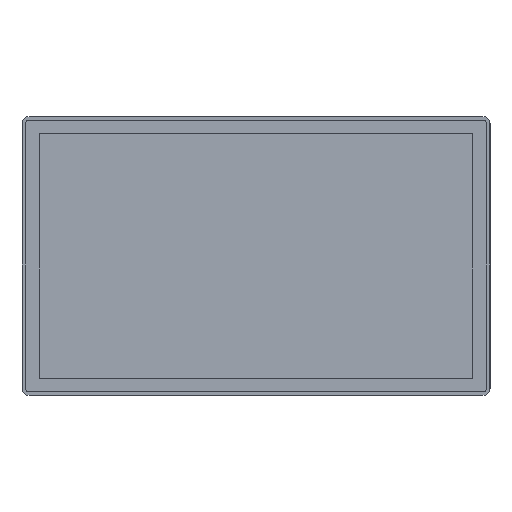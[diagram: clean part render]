
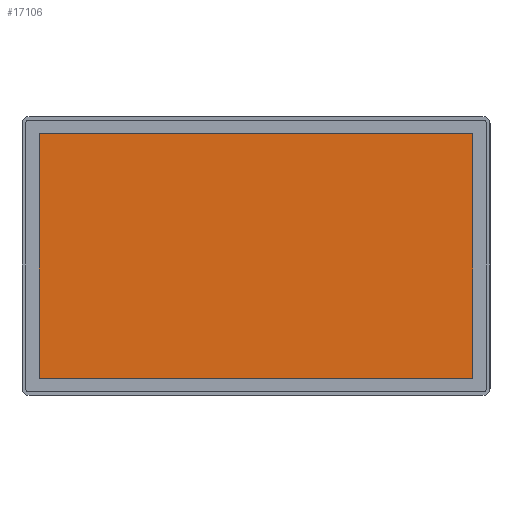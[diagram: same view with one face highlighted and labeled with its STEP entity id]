
A CAD part, top view. The second image highlights one B-rep face of the part: STEP entity #17106.
In plain terms, the highlighted planar face has unit normal (0, 0, 1).
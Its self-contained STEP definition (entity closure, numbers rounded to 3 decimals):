
#11009 = ORIENTED_EDGE ( 'NONE', *, *, #147926, .T. ) ;
#17106 = ADVANCED_FACE ( 'NONE', ( #174680 ), #89822, .T. ) ;
#31462 = VERTEX_POINT ( 'NONE', #183599 ) ;
#36624 = DIRECTION ( 'NONE',  ( -1., 0., 0. ) ) ;
#37878 = LINE ( 'NONE', #159196, #244570 ) ;
#40100 = DIRECTION ( 'NONE',  ( 0., -1., 0. ) ) ;
#41851 = ORIENTED_EDGE ( 'NONE', *, *, #151726, .T. ) ;
#44466 = VERTEX_POINT ( 'NONE', #79532 ) ;
#45608 = ORIENTED_EDGE ( 'NONE', *, *, #179768, .T. ) ;
#54942 = CARTESIAN_POINT ( 'NONE',  ( 299.8, 169.075, 10.77 ) ) ;
#62109 = ORIENTED_EDGE ( 'NONE', *, *, #135029, .T. ) ;
#66088 = VECTOR ( 'NONE', #40100, 1000. ) ;
#79532 = CARTESIAN_POINT ( 'NONE',  ( -299.8, 169.075, 10.77 ) ) ;
#84682 = VERTEX_POINT ( 'NONE', #162271 ) ;
#89822 = PLANE ( 'NONE',  #90725 ) ;
#90725 = AXIS2_PLACEMENT_3D ( 'NONE', #191392, #252693, #233431 ) ;
#93931 = LINE ( 'NONE', #54942, #140881 ) ;
#110363 = LINE ( 'NONE', #169054, #198112 ) ;
#121052 = CARTESIAN_POINT ( 'NONE',  ( -299.8, -169.075, 10.77 ) ) ;
#121350 = CARTESIAN_POINT ( 'NONE',  ( -299.8, -169.075, 10.77 ) ) ;
#135029 = EDGE_CURVE ( 'NONE', #84682, #44466, #93931, .T. ) ;
#140881 = VECTOR ( 'NONE', #36624, 1000. ) ;
#147926 = EDGE_CURVE ( 'NONE', #170010, #31462, #37878, .T. ) ;
#151726 = EDGE_CURVE ( 'NONE', #31462, #84682, #110363, .T. ) ;
#159196 = CARTESIAN_POINT ( 'NONE',  ( 299.8, -169.075, 10.77 ) ) ;
#162271 = CARTESIAN_POINT ( 'NONE',  ( 299.8, 169.075, 10.77 ) ) ;
#169054 = CARTESIAN_POINT ( 'NONE',  ( 299.8, -169.075, 10.77 ) ) ;
#170010 = VERTEX_POINT ( 'NONE', #121052 ) ;
#172557 = LINE ( 'NONE', #121350, #66088 ) ;
#174680 = FACE_OUTER_BOUND ( 'NONE', #194018, .T. ) ;
#179768 = EDGE_CURVE ( 'NONE', #44466, #170010, #172557, .T. ) ;
#183599 = CARTESIAN_POINT ( 'NONE',  ( 299.8, -169.075, 10.77 ) ) ;
#185743 = DIRECTION ( 'NONE',  ( 0., 1., 0. ) ) ;
#191392 = CARTESIAN_POINT ( 'NONE',  ( 0., 0., 10.77 ) ) ;
#194018 = EDGE_LOOP ( 'NONE', ( #45608, #11009, #41851, #62109 ) ) ;
#198112 = VECTOR ( 'NONE', #185743, 1000. ) ;
#233431 = DIRECTION ( 'NONE',  ( -1., 0., 0. ) ) ;
#238120 = DIRECTION ( 'NONE',  ( 1., 0., 0. ) ) ;
#244570 = VECTOR ( 'NONE', #238120, 1000. ) ;
#252693 = DIRECTION ( 'NONE',  ( 0., 0., 1. ) ) ;
